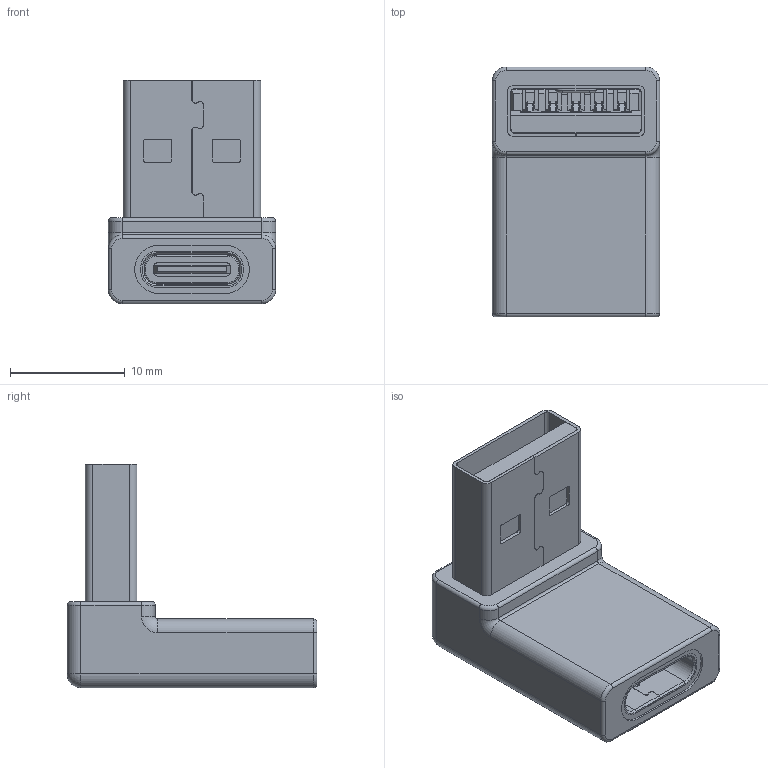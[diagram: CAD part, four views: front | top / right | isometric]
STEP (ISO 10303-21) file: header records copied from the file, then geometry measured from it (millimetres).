
FILE_DESCRIPTION (( 'STEP AP214' ), '1' );
FILE_NAME ('LU3AMCFDA_3D.step', '2024-10-10T21:22:30', ( '' ), ( '' ), 'SwSTEP 2.0', 'SolidWorks 2022', '' );
FILE_SCHEMA (( 'AUTOMOTIVE_DESIGN' ));
Length unit declared in the file: inch
Products named in the file (13): 164-191-U3AMCFDA- USB 3.0  AM TO TYPE CF 转接头下弯^LU3AMCFDA; 4P____C^USB_3_0_AM_______-0_25_____ASM_164-191-U3AMCFDA- USB 3.0  AM TO TYPE CF 转接头下弯_LU3AMCFDA; TYPECFDZ^TYPECF_ASM_164-191-U3AMCFDA- USB 3.0  AM TO TYPE CF 转接头下弯_LU3AMCFDA; 4P__________^USB_3_0_AM_______-0_25_____ASM_164-191-U3AMCFDA- USB 3.0  AM TO TYPE CF 转接头下弯_LU3AMCFDA; USB3_0_05^USB_3_0_AM_______-0_25_____ASM_164-191-U3AMCFDA- USB 3.0  AM TO TYPE CF 转接头下弯_LU3AMCFDA; TYPECFJIAOXIN^TYPECF_ASM_164-191-U3AMCFDA- USB 3.0  AM TO TYPE CF 转接头下弯_LU3AMCFDA; TYPECF_ASM^164-191-U3AMCFDA- USB 3.0  AM TO TYPE CF 转接头下弯_LU3AMCFDA; TYPECFGANGKE^TYPECF_ASM_164-191-U3AMCFDA- USB 3.0  AM TO TYPE CF 转接头下弯_LU3AMCFDA; USB_3_0_AM_______-0_25_____ASM^164-191-U3AMCFDA- USB 3.0  AM TO TYPE CF 转接头下弯_LU3AMCFDA; 5P____C^USB_3_0_AM_______-0_25_____ASM_164-191-U3AMCFDA- USB 3.0  AM TO TYPE CF 转接头下弯_LU3AMCFDA; PVC^164-191-U3AMCFDA- USB 3.0  AM TO TYPE CF 转接头下弯_LU3AMCFDA; LU3AMCFDA_3D; AMKE^USB_3_0_AM_______-0_25_____ASM_164-191-U3AMCFDA- USB 3.0  AM TO TYPE CF 转接头下弯_LU3AMCFDA
Assembly tree (13 placements, depth 4):
  LU3AMCFDA_3D
    164-191-U3AMCFDA- USB 3.0  AM TO TYPE CF 转接头下弯^LU3AMCFDA
      TYPECF_ASM^164-191-U3AMCFDA- USB 3.0  AM TO TYPE CF 转接头下弯_LU3AMCFDA
        TYPECFJIAOXIN^TYPECF_ASM_164-191-U3AMCFDA- USB 3.0  AM TO TYPE CF 转接头下弯_LU3AMCFDA
        TYPECFDZ^TYPECF_ASM_164-191-U3AMCFDA- USB 3.0  AM TO TYPE CF 转接头下弯_LU3AMCFDA  x2
        TYPECFGANGKE^TYPECF_ASM_164-191-U3AMCFDA- USB 3.0  AM TO TYPE CF 转接头下弯_LU3AMCFDA
      USB_3_0_AM_______-0_25_____ASM^164-191-U3AMCFDA- USB 3.0  AM TO TYPE CF 转接头下弯_LU3AMCFDA
        5P____C^USB_3_0_AM_______-0_25_____ASM_164-191-U3AMCFDA- USB 3.0  AM TO TYPE CF 转接头下弯_LU3AMCFDA
        4P____C^USB_3_0_AM_______-0_25_____ASM_164-191-U3AMCFDA- USB 3.0  AM TO TYPE CF 转接头下弯_LU3AMCFDA
        USB3_0_05^USB_3_0_AM_______-0_25_____ASM_164-191-U3AMCFDA- USB 3.0  AM TO TYPE CF 转接头下弯_LU3AMCFDA
        4P__________^USB_3_0_AM_______-0_25_____ASM_164-191-U3AMCFDA- USB 3.0  AM TO TYPE CF 转接头下弯_LU3AMCFDA
        AMKE^USB_3_0_AM_______-0_25_____ASM_164-191-U3AMCFDA- USB 3.0  AM TO TYPE CF 转接头下弯_LU3AMCFDA
      PVC^164-191-U3AMCFDA- USB 3.0  AM TO TYPE CF 转接头下弯_LU3AMCFDA
Bounding box: 14.6 x 21.8 x 19.5 mm (x, y, z)
Volume: 2198.5 mm3; surface area: 4443.5 mm2
Topology: 39 solids, 39 shells, 2057 faces, 5776 edges, 3820 vertices
Faces by surface type: plane 1326, cylinder 691, torus 20, cone 18, sphere 2
Entity records: 53983 total; most frequent: CARTESIAN_POINT 10439, ORIENTED_EDGE 9164, DIRECTION 8686, EDGE_CURVE 4582, LINE 3394, VECTOR 3394, VERTEX_POINT 3028, AXIS2_PLACEMENT_3D 2646
